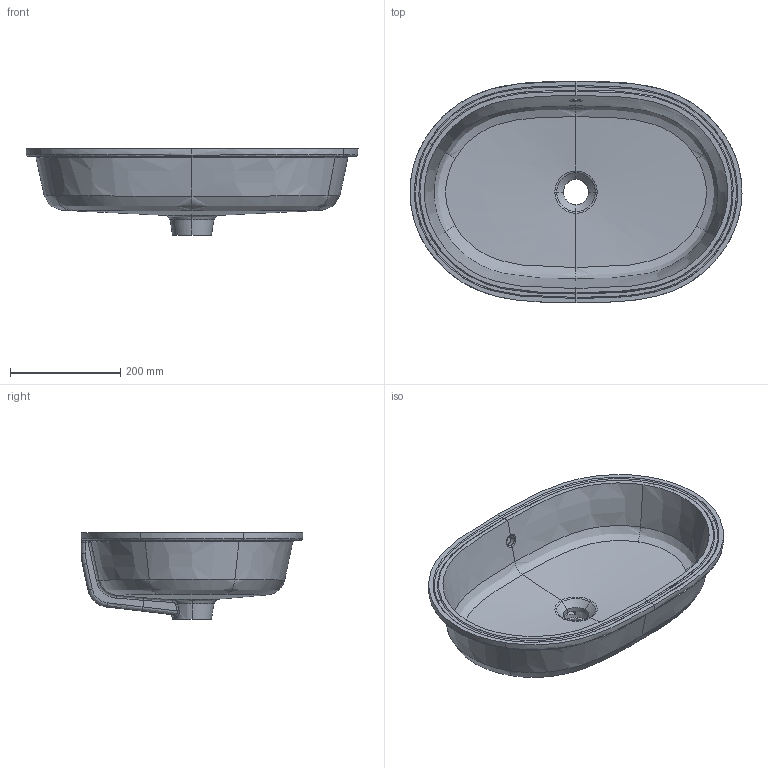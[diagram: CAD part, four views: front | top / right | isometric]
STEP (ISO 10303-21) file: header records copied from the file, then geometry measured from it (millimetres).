
FILE_DESCRIPTION(/* description */ (''),/* implementation_level */ '2;1');
FILE_NAME(/* name */ 'STEP - A3270YC00R_1805765',/* time_stamp */ '2025-03-20T09:40:52+11:00',/* author */ (''),/* organization */ (''),/* preprocessor_version */ 'ST-DEVELOPER v16.5',/* originating_system */ 'Rhino 7.37',/* authorisation */ '');
FILE_SCHEMA (('AUTOMOTIVE_DESIGN'));
Length unit declared in the file: millimetre
Products named in the file (1): Document
Bounding box: 601.96 x 402 x 156.76 mm (x, y, z)
Volume: 3663750.2 mm3; surface area: 688997.5 mm2
Topology: 1 solids, 1 shells, 195 faces, 460 edges, 261 vertices
Faces by surface type: bspline 162, cylinder 17, plane 16
Full cylindrical faces by diameter (mm): 20 x1
Entity records: 15887 total; most frequent: CARTESIAN_POINT 13010, ORIENTED_EDGE 916, EDGE_CURVE 458, B_SPLINE_CURVE_WITH_KNOTS 417, VERTEX_POINT 261, ADVANCED_FACE 195, FACE_OUTER_BOUND 195, EDGE_LOOP 195
